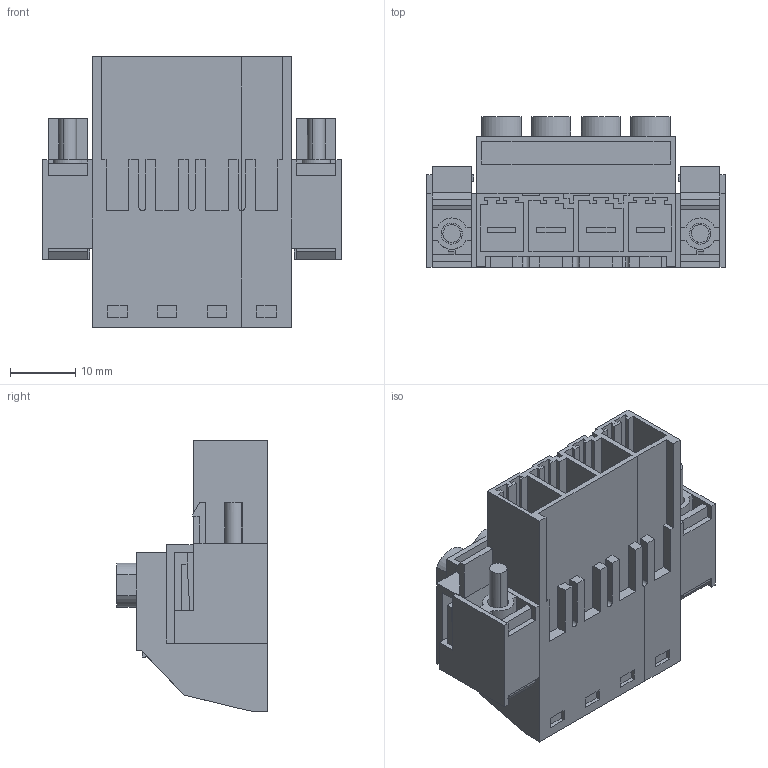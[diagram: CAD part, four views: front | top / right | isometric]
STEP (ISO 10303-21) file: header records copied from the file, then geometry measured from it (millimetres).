
FILE_DESCRIPTION(('CATIA V5 STEP Exchange','CAx-IF Rec.Pracs.--- Model Styling and Organization---1.4--- 2014-01-23'),'2;1');
FILE_NAME ('D1459488_1_1932200000_1932200000.stp','2023-02-01T14:58:35+00:00',('none'),('Weidmueller'),'CATIA Version 5-6 Release 2016 SP3 HF44','CATIA V5 STEP AP214','none');
FILE_SCHEMA(('AUTOMOTIVE_DESIGN { 1 0 10303 214 1 1 1 1 }'));
Length unit declared in the file: millimetre
Products named in the file (1): 1932200000
Bounding box: 45.72 x 23.1 x 41.45 mm (x, y, z)
Volume: 15110.6 mm3; surface area: 14392.5 mm2
Topology: 15 solids, 15 shells, 557 faces, 1519 edges, 1011 vertices
Faces by surface type: plane 511, cylinder 46
Entity records: 16867 total; most frequent: ORIENTED_EDGE 3038, CARTESIAN_POINT 3005, DIRECTION 2280, EDGE_CURVE 1519, VECTOR 1382, LINE 1382, VERTEX_POINT 1011, EDGE_LOOP 584
